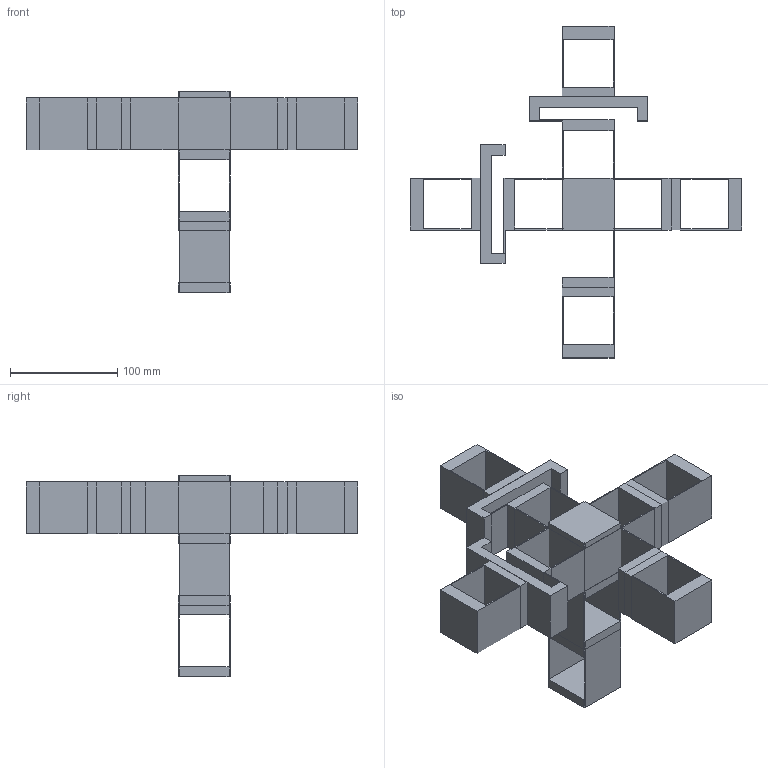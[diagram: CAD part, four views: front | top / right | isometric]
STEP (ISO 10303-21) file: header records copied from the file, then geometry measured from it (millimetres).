
FILE_DESCRIPTION(/* description */ (''),/* implementation_level */ '2;1');
FILE_NAME(/* name */ 'test x y z flex.step',/* time_stamp */ '2024-05-04T12:32:24+10:00',/* author */ (''),/* organization */ (''),/* preprocessor_version */ 'ST-DEVELOPER v20',/* originating_system */ 'Autodesk Translation Framework v12.20.1.177',/* authorisation */ '');
FILE_SCHEMA (('AUTOMOTIVE_DESIGN { 1 0 10303 214 3 1 1 }'));
Length unit declared in the file: millimetre
Products named in the file (6): test x y z flex; main; flex 2; up flex Z; top; bottem
Assembly tree (8 placements, depth 3):
  test x y z flex
    flex 2  x4
    main
    up flex Z
      top
      bottem
Bounding box: 309.74 x 309.74 x 187.74 mm (x, y, z)
Volume: 683893.9 mm3; surface area: 248286.7 mm2
Topology: 20 solids, 20 shells, 234 faces, 570 edges, 364 vertices
Faces by surface type: plane 234
Entity records: 5080 total; most frequent: CARTESIAN_POINT 870, ORIENTED_EDGE 828, DIRECTION 790, LINE 414, VECTOR 414, EDGE_CURVE 414, VERTEX_POINT 268, AXIS2_PLACEMENT_3D 188
